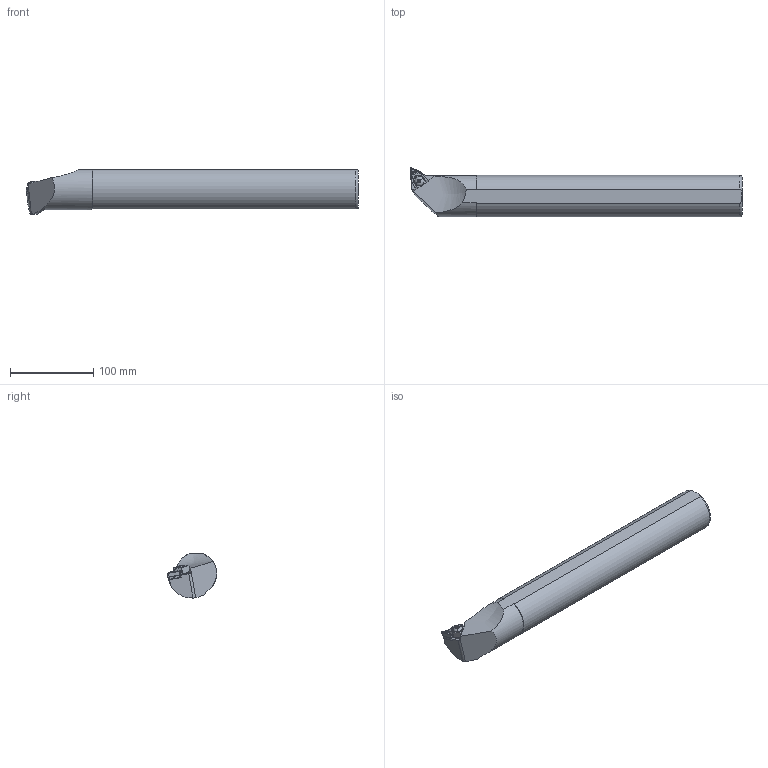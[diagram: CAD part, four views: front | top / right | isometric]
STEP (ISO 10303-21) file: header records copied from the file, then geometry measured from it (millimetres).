
FILE_DESCRIPTION (( 'STEP AP214' ), '1' );
FILE_NAME ('S50V-MTUNL-16-LIGHT.STP', '2023-10-20T07:13:58', ( '' ), ( '' ), 'SwSTEP 2.0', 'SolidWorks 2018', '' );
FILE_SCHEMA (( 'AUTOMOTIVE_DESIGN' ));
Length unit declared in the file: millimetre
Products named in the file (1): S50V-MTUNL-16-LIGHT
Bounding box: 400 x 60 x 53.14 mm (x, y, z)
Volume: 731245.9 mm3; surface area: 65888.8 mm2
Topology: 2 solids, 2 shells, 228 faces, 567 edges, 349 vertices
Faces by surface type: plane 103, cylinder 57, cone 32, torus 23, bspline 11, sphere 2
Entity records: 9291 total; most frequent: CARTESIAN_POINT 3061, ORIENTED_EDGE 1118, DIRECTION 1038, EDGE_CURVE 559, AXIS2_PLACEMENT_3D 384, VERTEX_POINT 349, LINE 270, VECTOR 270
